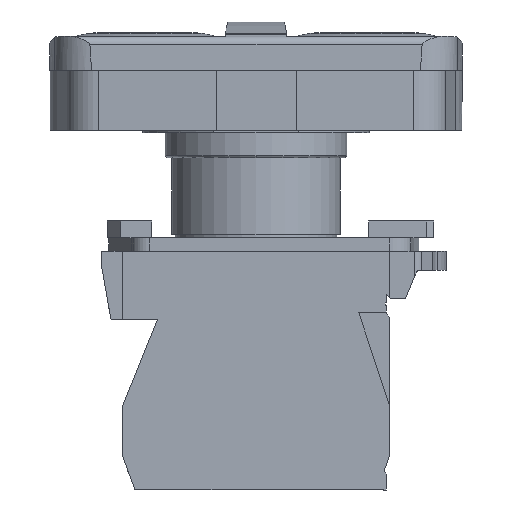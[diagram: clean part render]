
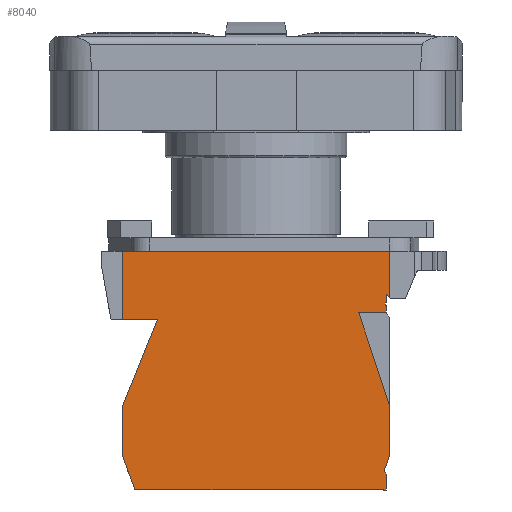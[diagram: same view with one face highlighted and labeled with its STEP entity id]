
A CAD part, left-side view. The second image highlights one B-rep face of the part: STEP entity #8040.
In plain terms, the highlighted planar face has unit normal (-1, 0, 0).
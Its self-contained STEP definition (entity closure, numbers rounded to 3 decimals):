
#1184=DIRECTION('',(0.,-0.342,-0.94));
#1185=VECTOR('',#1184,4.386);
#1186=CARTESIAN_POINT('',(-14.9,16.,-38.609));
#1187=LINE('',#1186,#1185);
#1188=DIRECTION('',(0.,0.,-1.));
#1189=VECTOR('',#1188,5.866);
#1190=CARTESIAN_POINT('',(-14.9,16.,-32.743));
#1191=LINE('',#1190,#1189);
#1192=DIRECTION('',(0.,0.375,-0.927));
#1193=VECTOR('',#1192,11.231);
#1194=CARTESIAN_POINT('',(-14.9,11.793,-22.33));
#1195=LINE('',#1194,#1193);
#1196=DIRECTION('',(0.,-1.,0.));
#1197=VECTOR('',#1196,4.207);
#1198=CARTESIAN_POINT('',(-14.9,16.,-22.33));
#1199=LINE('',#1198,#1197);
#1200=DIRECTION('',(0.,0.,-1.));
#1201=VECTOR('',#1200,8.18);
#1202=CARTESIAN_POINT('',(-14.9,16.,-14.15));
#1203=LINE('',#1202,#1201);
#1204=DIRECTION('',(0.,1.,0.));
#1205=VECTOR('',#1204,32.);
#1206=CARTESIAN_POINT('',(-14.9,-16.,-14.15));
#1207=LINE('',#1206,#1205);
#1208=DIRECTION('',(0.,0.,1.));
#1209=VECTOR('',#1208,5.58);
#1210=CARTESIAN_POINT('',(-14.9,-16.,-19.73));
#1211=LINE('',#1210,#1209);
#1212=DIRECTION('',(0.,-0.707,-0.707));
#1213=VECTOR('',#1212,0.566);
#1214=CARTESIAN_POINT('',(-14.9,-15.6,-19.33));
#1215=LINE('',#1214,#1213);
#1216=DIRECTION('',(0.,0.,1.));
#1217=VECTOR('',#1216,1.);
#1218=CARTESIAN_POINT('',(-14.9,-15.6,-20.33));
#1219=LINE('',#1218,#1217);
#1220=DIRECTION('',(0.,-1.,0.));
#1221=VECTOR('',#1220,0.15);
#1222=CARTESIAN_POINT('',(-14.9,-15.45,-20.33));
#1223=LINE('',#1222,#1221);
#1224=DIRECTION('',(0.,0.,1.));
#1225=VECTOR('',#1224,0.3);
#1226=CARTESIAN_POINT('',(-14.9,-15.45,-20.63));
#1227=LINE('',#1226,#1225);
#1228=DIRECTION('',(0.,1.,0.));
#1229=VECTOR('',#1228,0.15);
#1230=CARTESIAN_POINT('',(-14.9,-15.6,-20.63));
#1231=LINE('',#1230,#1229);
#1232=DIRECTION('',(0.,0.,1.));
#1233=VECTOR('',#1232,0.8);
#1234=CARTESIAN_POINT('',(-14.9,-15.6,-21.43));
#1235=LINE('',#1234,#1233);
#1236=DIRECTION('',(0.,-1.,0.));
#1237=VECTOR('',#1236,3.3);
#1238=CARTESIAN_POINT('',(-14.9,-12.3,-21.43));
#1239=LINE('',#1238,#1237);
#1240=DIRECTION('',(0.,0.,1.));
#1241=VECTOR('',#1240,0.1);
#1242=CARTESIAN_POINT('',(-14.9,-12.3,-21.53));
#1243=LINE('',#1242,#1241);
#1244=DIRECTION('',(0.,0.313,0.95));
#1245=VECTOR('',#1244,11.808);
#1246=CARTESIAN_POINT('',(-14.9,-16.,-32.743));
#1247=LINE('',#1246,#1245);
#1248=DIRECTION('',(0.,0.,1.));
#1249=VECTOR('',#1248,5.866);
#1250=CARTESIAN_POINT('',(-14.9,-16.,-38.609));
#1251=LINE('',#1250,#1249);
#1252=DIRECTION('',(0.,-0.342,0.94));
#1253=VECTOR('',#1252,1.923);
#1254=CARTESIAN_POINT('',(-14.9,-15.342,-40.416));
#1255=LINE('',#1254,#1253);
#1256=DIRECTION('',(0.,0.5,0.866));
#1257=VECTOR('',#1256,0.462);
#1258=CARTESIAN_POINT('',(-14.9,-15.573,-40.816));
#1259=LINE('',#1258,#1257);
#1260=CARTESIAN_POINT('',(-14.9,-15.4,-40.916));
#1261=DIRECTION('',(-1.,0.,0.));
#1262=DIRECTION('',(0.,-1.,0.));
#1263=AXIS2_PLACEMENT_3D('',#1260,#1261,#1262);
#1265=DIRECTION('',(0.,0.,1.));
#1266=VECTOR('',#1265,1.814);
#1267=CARTESIAN_POINT('',(-14.9,-15.6,-42.73));
#1268=LINE('',#1267,#1266);
#1269=DIRECTION('',(0.,-1.,0.));
#1270=VECTOR('',#1269,30.1);
#1271=CARTESIAN_POINT('',(-14.9,14.5,-42.73));
#1272=LINE('',#1271,#1270);
#5757=CARTESIAN_POINT('',(-14.9,16.,-38.609));
#5758=CARTESIAN_POINT('',(-14.9,14.5,-42.73));
#5759=VERTEX_POINT('',#5757);
#5760=VERTEX_POINT('',#5758);
#6111=CARTESIAN_POINT('',(-14.9,16.,-14.15));
#6112=VERTEX_POINT('',#6111);
#6113=CARTESIAN_POINT('',(-14.9,16.,-22.33));
#6114=VERTEX_POINT('',#6113);
#6116=CARTESIAN_POINT('',(-14.9,-16.,-19.73));
#6118=VERTEX_POINT('',#6116);
#6121=CARTESIAN_POINT('',(-14.9,-16.,-14.15));
#6122=VERTEX_POINT('',#6121);
#6219=CARTESIAN_POINT('',(-14.9,-15.6,-19.33));
#6220=VERTEX_POINT('',#6219);
#6223=CARTESIAN_POINT('',(-14.9,-15.6,-40.916));
#6224=CARTESIAN_POINT('',(-14.9,-15.573,-40.816));
#6225=VERTEX_POINT('',#6223);
#6226=VERTEX_POINT('',#6224);
#6227=CARTESIAN_POINT('',(-14.9,-15.342,-40.416));
#6228=VERTEX_POINT('',#6227);
#6229=CARTESIAN_POINT('',(-14.9,-16.,-38.609));
#6230=VERTEX_POINT('',#6229);
#6231=CARTESIAN_POINT('',(-14.9,-16.,-32.743));
#6232=VERTEX_POINT('',#6231);
#6233=CARTESIAN_POINT('',(-14.9,-12.3,-21.53));
#6234=VERTEX_POINT('',#6233);
#6235=CARTESIAN_POINT('',(-14.9,-12.3,-21.43));
#6236=VERTEX_POINT('',#6235);
#6237=CARTESIAN_POINT('',(-14.9,-15.6,-21.43));
#6238=VERTEX_POINT('',#6237);
#6239=CARTESIAN_POINT('',(-14.9,-15.6,-20.63));
#6240=VERTEX_POINT('',#6239);
#6241=CARTESIAN_POINT('',(-14.9,-15.45,-20.63));
#6242=VERTEX_POINT('',#6241);
#6243=CARTESIAN_POINT('',(-14.9,-15.45,-20.33));
#6244=VERTEX_POINT('',#6243);
#6245=CARTESIAN_POINT('',(-14.9,-15.6,-20.33));
#6246=VERTEX_POINT('',#6245);
#6247=CARTESIAN_POINT('',(-14.9,11.793,-22.33));
#6248=VERTEX_POINT('',#6247);
#6249=CARTESIAN_POINT('',(-14.9,16.,-32.743));
#6250=VERTEX_POINT('',#6249);
#6495=CARTESIAN_POINT('',(-14.9,-15.6,-42.73));
#6497=VERTEX_POINT('',#6495);
#7995=CARTESIAN_POINT('',(-14.9,-1.582,-48.343));
#7996=DIRECTION('',(-1.,0.,0.));
#7997=DIRECTION('',(0.,0.,1.));
#7998=AXIS2_PLACEMENT_3D('',#7995,#7996,#7997);
#7999=PLANE('',#7998);
#8001=ORIENTED_EDGE('',*,*,#8000,.F.);
#8002=ORIENTED_EDGE('',*,*,#6885,.F.);
#8003=ORIENTED_EDGE('',*,*,#7989,.F.);
#8004=ORIENTED_EDGE('',*,*,#6810,.F.);
#8005=ORIENTED_EDGE('',*,*,#6797,.F.);
#8007=ORIENTED_EDGE('',*,*,#8006,.F.);
#8008=ORIENTED_EDGE('',*,*,#6691,.F.);
#8010=ORIENTED_EDGE('',*,*,#8009,.F.);
#8011=ORIENTED_EDGE('',*,*,#6619,.F.);
#8013=ORIENTED_EDGE('',*,*,#8012,.F.);
#8015=ORIENTED_EDGE('',*,*,#8014,.F.);
#8017=ORIENTED_EDGE('',*,*,#8016,.F.);
#8019=ORIENTED_EDGE('',*,*,#8018,.F.);
#8021=ORIENTED_EDGE('',*,*,#8020,.F.);
#8023=ORIENTED_EDGE('',*,*,#8022,.F.);
#8025=ORIENTED_EDGE('',*,*,#8024,.F.);
#8027=ORIENTED_EDGE('',*,*,#8026,.F.);
#8029=ORIENTED_EDGE('',*,*,#8028,.F.);
#8031=ORIENTED_EDGE('',*,*,#8030,.F.);
#8033=ORIENTED_EDGE('',*,*,#8032,.F.);
#8035=ORIENTED_EDGE('',*,*,#8034,.F.);
#8037=ORIENTED_EDGE('',*,*,#8036,.F.);
#8038=EDGE_LOOP('',(#8001,#8002,#8003,#8004,#8005,#8007,#8008,#8010,#8011,#8013,
#8015,#8017,#8019,#8021,#8023,#8025,#8027,#8029,#8031,#8033,#8035,#8037));
#8039=FACE_OUTER_BOUND('',#8038,.F.);
#1264=CIRCLE('',#1263,0.2);
#6619=EDGE_CURVE('',#6220,#6118,#1215,.T.);
#6691=EDGE_CURVE('',#6122,#6112,#1207,.T.);
#6797=EDGE_CURVE('',#6114,#6248,#1199,.T.);
#6810=EDGE_CURVE('',#6248,#6250,#1195,.T.);
#6885=EDGE_CURVE('',#5759,#5760,#1187,.T.);
#7989=EDGE_CURVE('',#6250,#5759,#1191,.T.);
#8000=EDGE_CURVE('',#5760,#6497,#1272,.T.);
#8006=EDGE_CURVE('',#6112,#6114,#1203,.T.);
#8009=EDGE_CURVE('',#6118,#6122,#1211,.T.);
#8012=EDGE_CURVE('',#6246,#6220,#1219,.T.);
#8014=EDGE_CURVE('',#6244,#6246,#1223,.T.);
#8016=EDGE_CURVE('',#6242,#6244,#1227,.T.);
#8018=EDGE_CURVE('',#6240,#6242,#1231,.T.);
#8020=EDGE_CURVE('',#6238,#6240,#1235,.T.);
#8022=EDGE_CURVE('',#6236,#6238,#1239,.T.);
#8024=EDGE_CURVE('',#6234,#6236,#1243,.T.);
#8026=EDGE_CURVE('',#6232,#6234,#1247,.T.);
#8028=EDGE_CURVE('',#6230,#6232,#1251,.T.);
#8030=EDGE_CURVE('',#6228,#6230,#1255,.T.);
#8032=EDGE_CURVE('',#6226,#6228,#1259,.T.);
#8034=EDGE_CURVE('',#6225,#6226,#1264,.T.);
#8036=EDGE_CURVE('',#6497,#6225,#1268,.T.);
#8040=ADVANCED_FACE('',(#8039),#7999,.T.);
